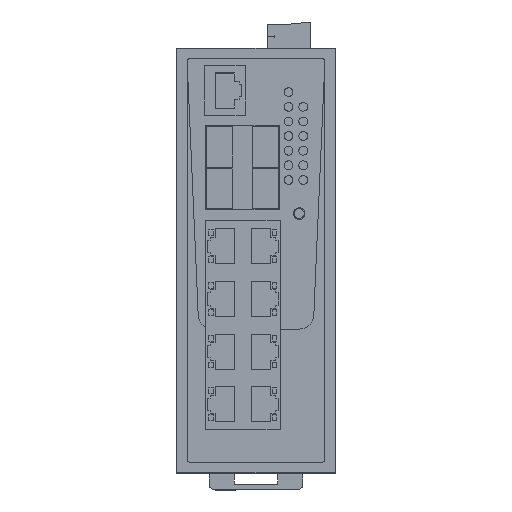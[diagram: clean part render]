
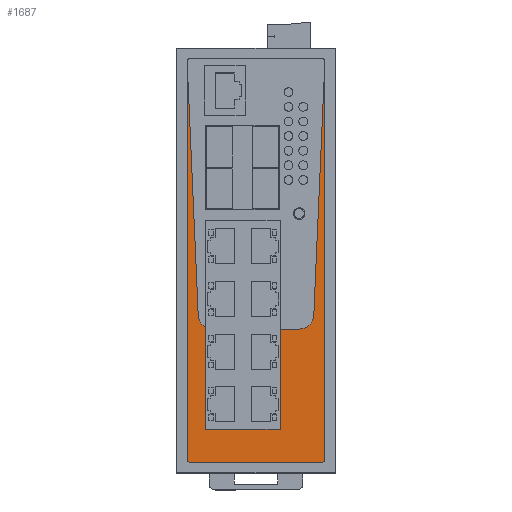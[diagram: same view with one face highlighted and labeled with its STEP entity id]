
A CAD part, top view. The second image highlights one B-rep face of the part: STEP entity #1687.
In plain terms, the highlighted planar face has unit normal (0, 0, 1).
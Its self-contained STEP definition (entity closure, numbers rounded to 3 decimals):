
#501=AXIS2_PLACEMENT_3D('Circle Axis2P3D',#499,#500,$) ;
#674=AXIS2_PLACEMENT_3D('Circle Axis2P3D',#672,#673,$) ;
#1632=AXIS2_PLACEMENT_3D('Plane Axis2P3D',#1629,#1630,#1631) ;
#1643=AXIS2_PLACEMENT_3D('Circle Axis2P3D',#1641,#1642,$) ;
#1657=AXIS2_PLACEMENT_3D('Circle Axis2P3D',#1655,#1656,$) ;
#464=CARTESIAN_POINT('Vertex',(35.38,54.817,131.)) ;
#467=CARTESIAN_POINT('Line Origine',(38.649,54.817,131.)) ;
#471=CARTESIAN_POINT('Vertex',(41.917,54.817,131.)) ;
#499=CARTESIAN_POINT('Axis2P3D Location',(41.917,59.817,131.)) ;
#503=CARTESIAN_POINT('Vertex',(46.912,59.599,131.)) ;
#524=CARTESIAN_POINT('Line Origine',(48.806,102.974,131.)) ;
#528=CARTESIAN_POINT('Vertex',(50.7,146.35,131.)) ;
#618=CARTESIAN_POINT('Vertex',(3.6,146.35,131.)) ;
#644=CARTESIAN_POINT('Vertex',(7.388,59.599,131.)) ;
#647=CARTESIAN_POINT('Line Origine',(5.494,102.974,131.)) ;
#669=CARTESIAN_POINT('Vertex',(9.95,55.448,131.)) ;
#672=CARTESIAN_POINT('Axis2P3D Location',(12.383,59.817,131.)) ;
#690=CARTESIAN_POINT('Line Origine',(9.95,38.007,131.)) ;
#694=CARTESIAN_POINT('Vertex',(9.95,20.565,131.)) ;
#774=CARTESIAN_POINT('Vertex',(35.38,20.565,131.)) ;
#777=CARTESIAN_POINT('Line Origine',(35.38,37.691,131.)) ;
#1629=CARTESIAN_POINT('Axis2P3D Location',(0.95,77.95,131.)) ;
#1634=CARTESIAN_POINT('Line Origine',(3.6,78.3,131.)) ;
#1638=CARTESIAN_POINT('Vertex',(3.6,10.25,131.)) ;
#1641=CARTESIAN_POINT('Axis2P3D Location',(4.6,10.25,131.)) ;
#1645=CARTESIAN_POINT('Vertex',(4.6,9.25,131.)) ;
#1648=CARTESIAN_POINT('Line Origine',(27.15,9.25,131.)) ;
#1652=CARTESIAN_POINT('Vertex',(49.7,9.25,131.)) ;
#1655=CARTESIAN_POINT('Axis2P3D Location',(49.7,10.25,131.)) ;
#1659=CARTESIAN_POINT('Vertex',(50.7,10.25,131.)) ;
#1662=CARTESIAN_POINT('Line Origine',(50.7,78.3,131.)) ;
#1667=CARTESIAN_POINT('Line Origine',(22.665,20.565,131.)) ;
#468=DIRECTION('Vector Direction',(1.,0.,0.)) ;
#500=DIRECTION('Axis2P3D Direction',(0.,0.,1.)) ;
#525=DIRECTION('Vector Direction',(0.044,0.999,0.)) ;
#648=DIRECTION('Vector Direction',(0.044,-0.999,0.)) ;
#673=DIRECTION('Axis2P3D Direction',(0.,0.,1.)) ;
#691=DIRECTION('Vector Direction',(0.,-1.,0.)) ;
#778=DIRECTION('Vector Direction',(0.,1.,0.)) ;
#1630=DIRECTION('Axis2P3D Direction',(0.,0.,1.)) ;
#1631=DIRECTION('Axis2P3D XDirection',(0.,-1.,0.)) ;
#1635=DIRECTION('Vector Direction',(0.,-1.,0.)) ;
#1642=DIRECTION('Axis2P3D Direction',(0.,0.,1.)) ;
#1649=DIRECTION('Vector Direction',(1.,0.,0.)) ;
#1656=DIRECTION('Axis2P3D Direction',(0.,0.,1.)) ;
#1663=DIRECTION('Vector Direction',(0.,1.,0.)) ;
#1668=DIRECTION('Vector Direction',(1.,0.,0.)) ;
#469=VECTOR('Line Direction',#468,1.) ;
#526=VECTOR('Line Direction',#525,1.) ;
#649=VECTOR('Line Direction',#648,1.) ;
#692=VECTOR('Line Direction',#691,1.) ;
#779=VECTOR('Line Direction',#778,1.) ;
#1636=VECTOR('Line Direction',#1635,1.) ;
#1650=VECTOR('Line Direction',#1649,1.) ;
#1664=VECTOR('Line Direction',#1663,1.) ;
#1669=VECTOR('Line Direction',#1668,1.) ;
#1673=ORIENTED_EDGE('',*,*,#676,.F.) ;
#1674=ORIENTED_EDGE('',*,*,#651,.F.) ;
#1675=ORIENTED_EDGE('',*,*,#1640,.T.) ;
#1676=ORIENTED_EDGE('',*,*,#1647,.T.) ;
#1677=ORIENTED_EDGE('',*,*,#1654,.T.) ;
#1678=ORIENTED_EDGE('',*,*,#1661,.T.) ;
#1679=ORIENTED_EDGE('',*,*,#1666,.T.) ;
#1680=ORIENTED_EDGE('',*,*,#530,.F.) ;
#1681=ORIENTED_EDGE('',*,*,#505,.F.) ;
#1682=ORIENTED_EDGE('',*,*,#473,.F.) ;
#1683=ORIENTED_EDGE('',*,*,#781,.F.) ;
#1684=ORIENTED_EDGE('',*,*,#1671,.F.) ;
#1685=ORIENTED_EDGE('',*,*,#696,.F.) ;
#1687=ADVANCED_FACE('SWITCH',(#1686),#1633,.T.) ;
#502=CIRCLE('generated circle',#501,5.) ;
#675=CIRCLE('generated circle',#674,5.) ;
#1644=CIRCLE('generated circle',#1643,1.) ;
#1658=CIRCLE('generated circle',#1657,1.) ;
#473=EDGE_CURVE('',#465,#472,#470,.T.) ;
#505=EDGE_CURVE('',#472,#504,#502,.T.) ;
#530=EDGE_CURVE('',#504,#529,#527,.T.) ;
#651=EDGE_CURVE('',#619,#645,#650,.T.) ;
#676=EDGE_CURVE('',#645,#670,#675,.T.) ;
#696=EDGE_CURVE('',#670,#695,#693,.T.) ;
#781=EDGE_CURVE('',#775,#465,#780,.T.) ;
#1640=EDGE_CURVE('',#619,#1639,#1637,.T.) ;
#1647=EDGE_CURVE('',#1639,#1646,#1644,.T.) ;
#1654=EDGE_CURVE('',#1646,#1653,#1651,.T.) ;
#1661=EDGE_CURVE('',#1653,#1660,#1658,.T.) ;
#1666=EDGE_CURVE('',#1660,#529,#1665,.T.) ;
#1671=EDGE_CURVE('',#695,#775,#1670,.T.) ;
#1672=EDGE_LOOP('',(#1673,#1674,#1675,#1676,#1677,#1678,#1679,#1680,#1681,#1682,#1683,#1684,#1685)) ;
#1686=FACE_OUTER_BOUND('',#1672,.T.) ;
#470=LINE('Line',#467,#469) ;
#527=LINE('Line',#524,#526) ;
#650=LINE('Line',#647,#649) ;
#693=LINE('Line',#690,#692) ;
#780=LINE('Line',#777,#779) ;
#1637=LINE('Line',#1634,#1636) ;
#1651=LINE('Line',#1648,#1650) ;
#1665=LINE('Line',#1662,#1664) ;
#1670=LINE('Line',#1667,#1669) ;
#1633=PLANE('',#1632) ;
#465=VERTEX_POINT('',#464) ;
#472=VERTEX_POINT('',#471) ;
#504=VERTEX_POINT('',#503) ;
#529=VERTEX_POINT('',#528) ;
#619=VERTEX_POINT('',#618) ;
#645=VERTEX_POINT('',#644) ;
#670=VERTEX_POINT('',#669) ;
#695=VERTEX_POINT('',#694) ;
#775=VERTEX_POINT('',#774) ;
#1639=VERTEX_POINT('',#1638) ;
#1646=VERTEX_POINT('',#1645) ;
#1653=VERTEX_POINT('',#1652) ;
#1660=VERTEX_POINT('',#1659) ;
